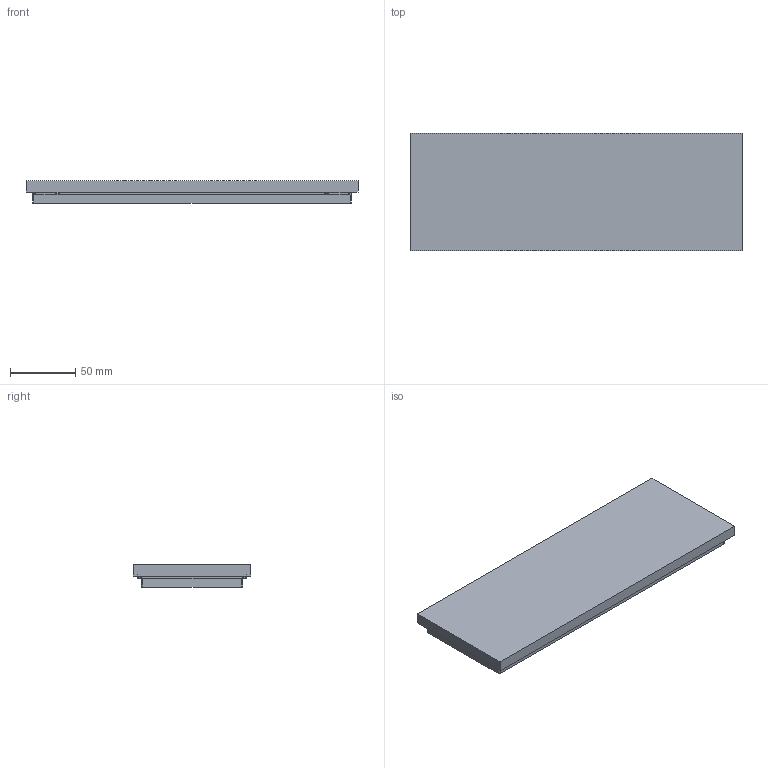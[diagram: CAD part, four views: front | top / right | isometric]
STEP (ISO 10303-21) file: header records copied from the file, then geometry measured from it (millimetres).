
FILE_DESCRIPTION(/* description */ (''),/* implementation_level */ '2;1');
FILE_NAME(/* name */ 'niceminivan Infil form v2.step',/* time_stamp */ '2022-06-12T16:01:07-07:00',/* author */ (''),/* organization */ (''),/* preprocessor_version */ 'ST-DEVELOPER v19',/* originating_system */ 'Autodesk Translation Framework v11.7.0.108',/* authorisation */ '');
FILE_SCHEMA (('AUTOMOTIVE_DESIGN { 1 0 10303 214 3 1 1 }'));
Length unit declared in the file: millimetre
Products named in the file (1): niceminivan Infil form
Bounding box: 254.5 x 89.75 x 17 mm (x, y, z)
Volume: 356132.8 mm3; surface area: 95088.7 mm2
Topology: 2 solids, 2 shells, 59 faces, 148 edges, 98 vertices
Faces by surface type: plane 35, cylinder 24
Full cylindrical faces by diameter (mm): 3 x4
Entity records: 1808 total; most frequent: DIRECTION 318, CARTESIAN_POINT 306, ORIENTED_EDGE 296, EDGE_CURVE 148, AXIS2_PLACEMENT_3D 110, LINE 98, VECTOR 98, VERTEX_POINT 98
